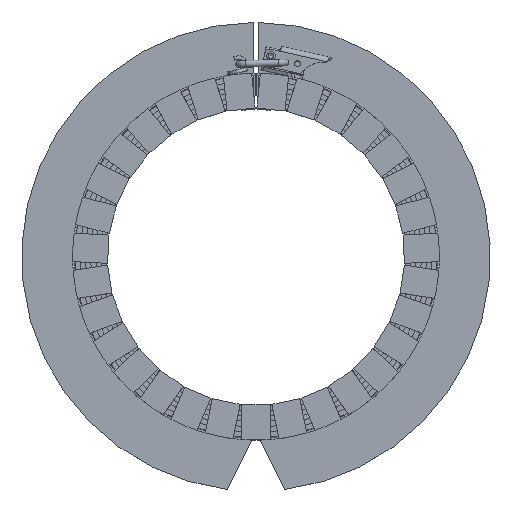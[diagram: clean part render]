
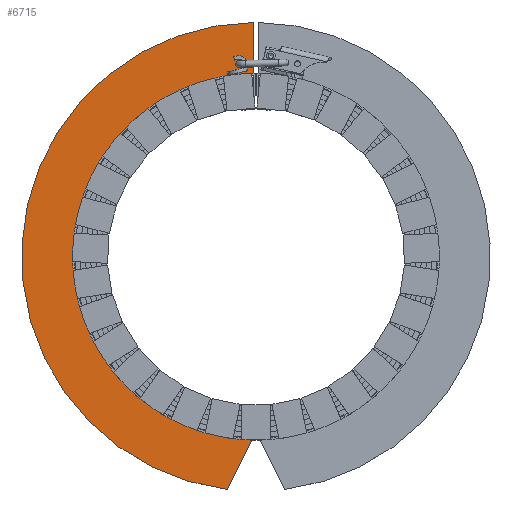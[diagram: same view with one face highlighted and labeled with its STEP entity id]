
A CAD part, top view. The second image highlights one B-rep face of the part: STEP entity #6715.
In plain terms, the highlighted planar face has unit normal (0, 0, 1).
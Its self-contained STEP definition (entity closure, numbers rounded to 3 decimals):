
#6579=CARTESIAN_POINT('',(-2.,-87.977,-26.95));
#6580=VERTEX_POINT('',#6579);
#6587=CARTESIAN_POINT('',(-13.803,-111.65,-26.95));
#6588=VERTEX_POINT('',#6587);
#6589=CARTESIAN_POINT('',(-13.803,-111.65,-26.95));
#6590=DIRECTION('',(0.446,0.895,0.0));
#6591=VECTOR('',#6590,26.452);
#6592=LINE('',#6589,#6591);
#6593=EDGE_CURVE('',#6588,#6580,#6592,.T.);
#6618=CARTESIAN_POINT('',(-1.,87.994,-26.95));
#6619=VERTEX_POINT('',#6618);
#6626=CARTESIAN_POINT('',(0.0,0.0,-26.95));
#6627=DIRECTION('',(0.0,0.0,-1.0));
#6628=DIRECTION('',(-0.023,-1.,0.0));
#6629=AXIS2_PLACEMENT_3D('',#6626,#6627,#6628);
#6630=CIRCLE('',#6629,88.);
#6631=EDGE_CURVE('',#6580,#6619,#6630,.T.);
#6650=CARTESIAN_POINT('',(-1.,112.496,-26.95));
#6651=VERTEX_POINT('',#6650);
#6658=CARTESIAN_POINT('',(-1.,87.994,-26.95));
#6659=DIRECTION('',(0.0,1.0,0.0));
#6660=VECTOR('',#6659,24.501);
#6661=LINE('',#6658,#6660);
#6662=EDGE_CURVE('',#6619,#6651,#6661,.T.);
#6681=CARTESIAN_POINT('',(0.0,0.0,-26.95));
#6682=DIRECTION('',(0.0,0.0,1.0));
#6683=DIRECTION('',(0.123,0.992,0.0));
#6684=AXIS2_PLACEMENT_3D('',#6681,#6682,#6683);
#6685=CIRCLE('',#6684,112.5);
#6686=EDGE_CURVE('',#6651,#6588,#6685,.T.);
#6704=CARTESIAN_POINT('',(-56.129,1.822,-26.95));
#6705=DIRECTION('',(0.0,0.0,-1.0));
#6706=DIRECTION('',(-1.0,0.0,0.0));
#6707=AXIS2_PLACEMENT_3D('',#6704,#6705,#6706);
#6708=PLANE('',#6707);
#6709=ORIENTED_EDGE('',*,*,#6686,.T.);
#6710=ORIENTED_EDGE('',*,*,#6593,.T.);
#6711=ORIENTED_EDGE('',*,*,#6631,.T.);
#6712=ORIENTED_EDGE('',*,*,#6662,.T.);
#6713=EDGE_LOOP('',(#6709,#6710,#6711,#6712));
#6714=FACE_OUTER_BOUND('',#6713,.T.);
#6715=ADVANCED_FACE('',(#6714),#6708,.F.);
